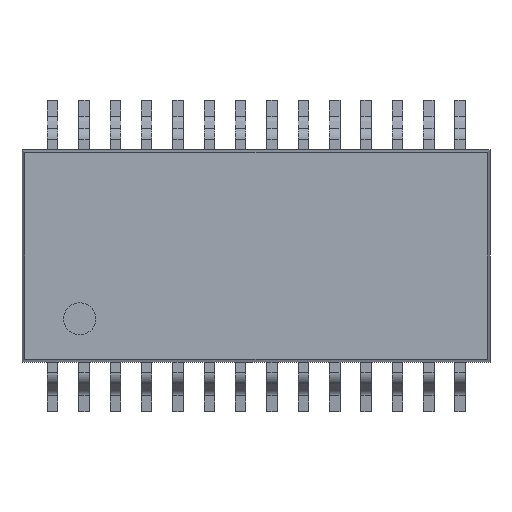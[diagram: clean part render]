
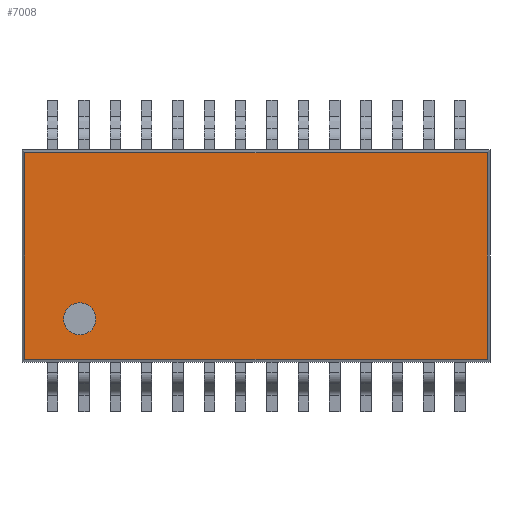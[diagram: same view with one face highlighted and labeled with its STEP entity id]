
A CAD part, front view. The second image highlights one B-rep face of the part: STEP entity #7008.
In plain terms, the highlighted planar face has unit normal (0, -1, 0).
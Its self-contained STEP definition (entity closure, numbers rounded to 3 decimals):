
#149=CIRCLE('',#7705,0.333);
#391=ORIENTED_EDGE('',*,*,#2487,.T.);
#392=ORIENTED_EDGE('',*,*,#2488,.T.);
#393=ORIENTED_EDGE('',*,*,#2489,.T.);
#394=ORIENTED_EDGE('',*,*,#2490,.T.);
#395=ORIENTED_EDGE('',*,*,#2491,.T.);
#2487=EDGE_CURVE('',#3533,#3533,#149,.T.);
#2488=EDGE_CURVE('',#3534,#3535,#4235,.T.);
#2489=EDGE_CURVE('',#3535,#3536,#4236,.T.);
#2490=EDGE_CURVE('',#3536,#3537,#4237,.T.);
#2491=EDGE_CURVE('',#3537,#3534,#4238,.T.);
#3533=VERTEX_POINT('',#10482);
#3534=VERTEX_POINT('',#10484);
#3535=VERTEX_POINT('',#10485);
#3536=VERTEX_POINT('',#10487);
#3537=VERTEX_POINT('',#10489);
#4235=LINE('',#10483,#5059);
#4236=LINE('',#10486,#5060);
#4237=LINE('',#10488,#5061);
#4238=LINE('',#10490,#5062);
#5059=VECTOR('',#8369,1000.);
#5060=VECTOR('',#8370,1000.);
#5061=VECTOR('',#8371,1000.);
#5062=VECTOR('',#8372,1000.);
#5875=EDGE_LOOP('',(#391));
#5876=EDGE_LOOP('',(#392,#393,#394,#395));
#6291=FACE_BOUND('',#5875,.T.);
#6292=FACE_BOUND('',#5876,.T.);
#6707=PLANE('',#7704);
#7008=ADVANCED_FACE('',(#6291,#6292),#6707,.F.);
#7704=AXIS2_PLACEMENT_3D('',#10480,#8365,#8366);
#7705=AXIS2_PLACEMENT_3D('',#10481,#8367,#8368);
#8365=DIRECTION('',(0.,1.,0.));
#8366=DIRECTION('',(0.,0.,1.));
#8367=DIRECTION('',(0.,1.,0.));
#8368=DIRECTION('',(1.,0.,0.));
#8369=DIRECTION('',(-1.,0.,0.));
#8370=DIRECTION('',(0.,0.,-1.));
#8371=DIRECTION('',(1.,0.,0.));
#8372=DIRECTION('',(0.,0.,1.));
#10480=CARTESIAN_POINT('',(0.,-1.,0.));
#10481=CARTESIAN_POINT('',(-3.654,-1.,-1.304));
#10482=CARTESIAN_POINT('',(-3.322,-1.,-1.304));
#10483=CARTESIAN_POINT('',(-4.853,-1.,2.14));
#10484=CARTESIAN_POINT('',(4.793,-1.,2.14));
#10485=CARTESIAN_POINT('',(-4.793,-1.,2.14));
#10486=CARTESIAN_POINT('',(-4.793,-1.,-2.14));
#10487=CARTESIAN_POINT('',(-4.793,-1.,-2.14));
#10488=CARTESIAN_POINT('',(4.853,-1.,-2.14));
#10489=CARTESIAN_POINT('',(4.793,-1.,-2.14));
#10490=CARTESIAN_POINT('',(4.793,-1.,2.2));
